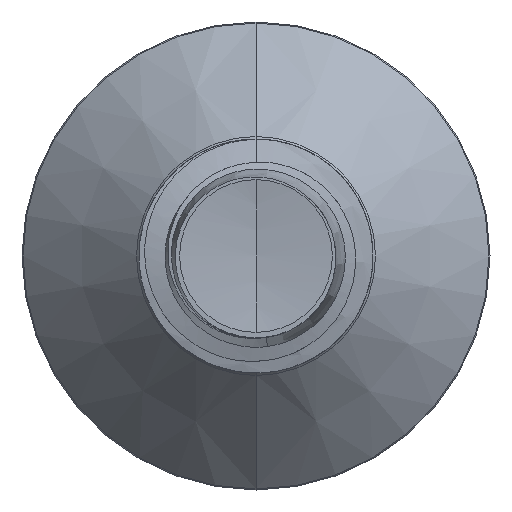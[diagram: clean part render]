
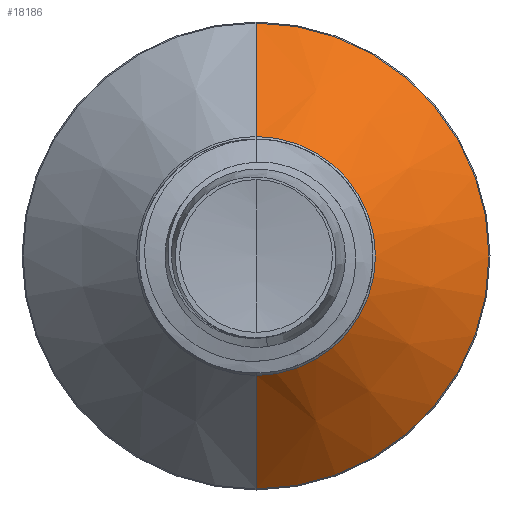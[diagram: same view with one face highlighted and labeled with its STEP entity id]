
A CAD part, front view. The second image highlights one B-rep face of the part: STEP entity #18186.
In plain terms, the highlighted conical face has half-angle 45 degrees and reference radius 2.042 mm.
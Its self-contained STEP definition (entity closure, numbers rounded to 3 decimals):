
#235 = DIRECTION ( 'NONE',  ( 0., 0.707, -0.707 ) ) ;
#379 = EDGE_CURVE ( 'NONE', #7243, #673, #22953, .T. ) ;
#673 = VERTEX_POINT ( 'NONE', #17186 ) ;
#3769 = ORIENTED_EDGE ( 'NONE', *, *, #14400, .F. ) ;
#5494 = DIRECTION ( 'NONE',  ( 0., 0.707, 0.707 ) ) ;
#5592 = CARTESIAN_POINT ( 'NONE',  ( 0., 11.342, 0. ) ) ;
#5657 = CARTESIAN_POINT ( 'NONE',  ( 0., 11.342, 2.042 ) ) ;
#7243 = VERTEX_POINT ( 'NONE', #8558 ) ;
#7438 = DIRECTION ( 'NONE',  ( 0., 0., 1. ) ) ;
#7802 = CIRCLE ( 'NONE', #17660, 2.042 ) ;
#8174 = DIRECTION ( 'NONE',  ( 0., 0., 1. ) ) ;
#8546 = ORIENTED_EDGE ( 'NONE', *, *, #21183, .T. ) ;
#8558 = CARTESIAN_POINT ( 'NONE',  ( 0., 11.342, -2.042 ) ) ;
#8953 = DIRECTION ( 'NONE',  ( 0., 1., 0. ) ) ;
#10802 = EDGE_CURVE ( 'NONE', #12377, #673, #22894, .T. ) ;
#10814 = ORIENTED_EDGE ( 'NONE', *, *, #10802, .F. ) ;
#11721 = AXIS2_PLACEMENT_3D ( 'NONE', #20081, #8953, #21970 ) ;
#11752 = CONICAL_SURFACE ( 'NONE', #19845, 2.042, 0.785 ) ;
#11888 = DIRECTION ( 'NONE',  ( 0., 1., 0. ) ) ;
#12085 = FACE_OUTER_BOUND ( 'NONE', #14800, .T. ) ;
#12377 = VERTEX_POINT ( 'NONE', #20708 ) ;
#13122 = CARTESIAN_POINT ( 'NONE',  ( 0., 11.342, 2.042 ) ) ;
#14400 = EDGE_CURVE ( 'NONE', #19555, #12377, #18255, .T. ) ;
#14800 = EDGE_LOOP ( 'NONE', ( #8546, #21409, #10814, #3769 ) ) ;
#17186 = CARTESIAN_POINT ( 'NONE',  ( 0., 13.282, -3.982 ) ) ;
#17586 = VECTOR ( 'NONE', #5494, 1000. ) ;
#17660 = AXIS2_PLACEMENT_3D ( 'NONE', #5592, #18587, #7438 ) ;
#18135 = CARTESIAN_POINT ( 'NONE',  ( 0., 11.342, -2.042 ) ) ;
#18186 = ADVANCED_FACE ( 'NONE', ( #12085 ), #11752, .T. ) ;
#18255 = LINE ( 'NONE', #13122, #17586 ) ;
#18587 = DIRECTION ( 'NONE',  ( 0., 1., 0. ) ) ;
#19555 = VERTEX_POINT ( 'NONE', #5657 ) ;
#19845 = AXIS2_PLACEMENT_3D ( 'NONE', #20945, #11888, #8174 ) ;
#20081 = CARTESIAN_POINT ( 'NONE',  ( 0., 13.282, 0. ) ) ;
#20708 = CARTESIAN_POINT ( 'NONE',  ( 0., 13.282, 3.982 ) ) ;
#20945 = CARTESIAN_POINT ( 'NONE',  ( 0., 11.342, 0. ) ) ;
#21183 = EDGE_CURVE ( 'NONE', #19555, #7243, #7802, .T. ) ;
#21409 = ORIENTED_EDGE ( 'NONE', *, *, #379, .T. ) ;
#21970 = DIRECTION ( 'NONE',  ( 0., 0., 1. ) ) ;
#22894 = CIRCLE ( 'NONE', #11721, 3.982 ) ;
#22953 = LINE ( 'NONE', #18135, #24101 ) ;
#24101 = VECTOR ( 'NONE', #235, 1000. ) ;
